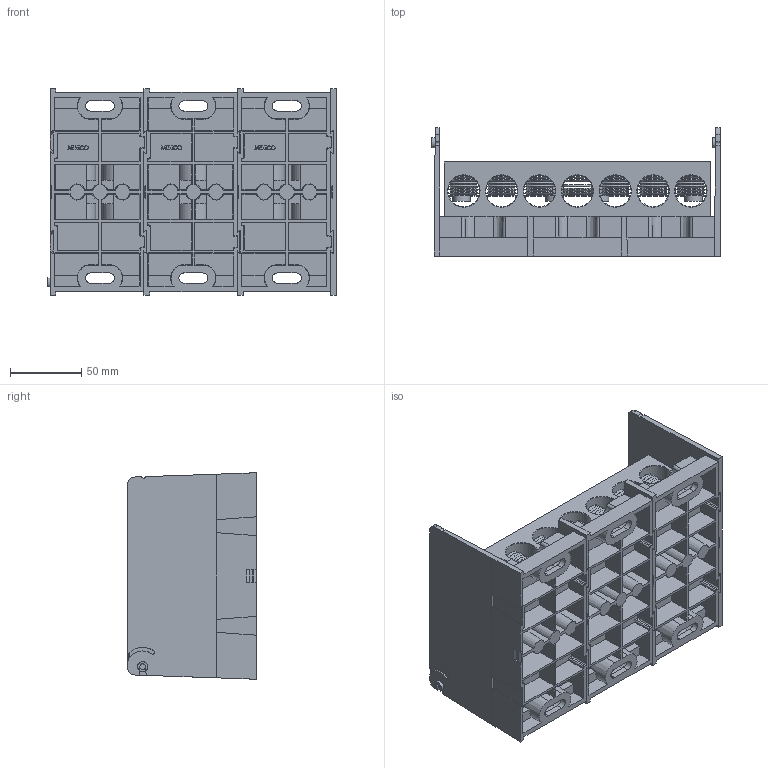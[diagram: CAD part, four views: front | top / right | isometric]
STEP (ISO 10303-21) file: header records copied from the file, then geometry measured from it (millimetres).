
FILE_DESCRIPTION (( 'STEP AP214' ), '1' );
FILE_NAME ('420252.STEP', '2013-09-26T18:23:56', ( '' ), ( '' ), 'SwSTEP 2.0', 'SolidWorks 2013', '' );
FILE_SCHEMA (( 'AUTOMOTIVE_DESIGN' ));
Length unit declared in the file: inch
Products named in the file (1): 420252
Bounding box: 202.31 x 90.17 x 144.78 mm (x, y, z)
Surface area: 286295.1 mm2 (no closed solid volume)
Topology: 0 solids, 43 shells, 954 faces, 3037 edges, 2087 vertices
Faces by surface type: plane 537, cone 294, cylinder 123
Full cylindrical faces by diameter (mm): 4.064 x1, 7.112 x1, 12.303 x4, 19.05 x14, 22.225 x14
Entity records: 46403 total; most frequent: CARTESIAN_POINT 9130, DIRECTION 4843, ORIENTED_EDGE 4619, EDGE_CURVE 2744, VERTEX_POINT 2050, VECTOR 1863, LINE 1863, AXIS2_PLACEMENT_3D 1490
